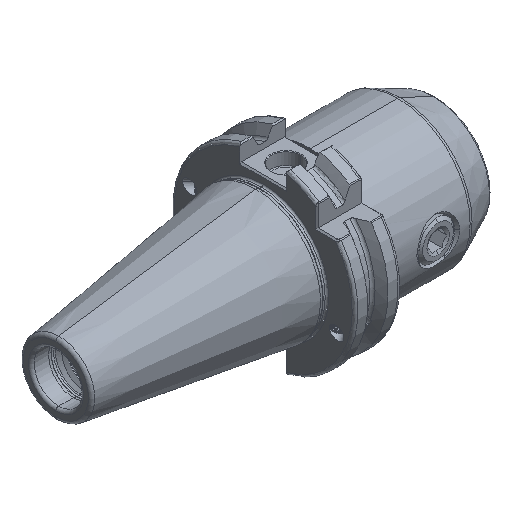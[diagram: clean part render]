
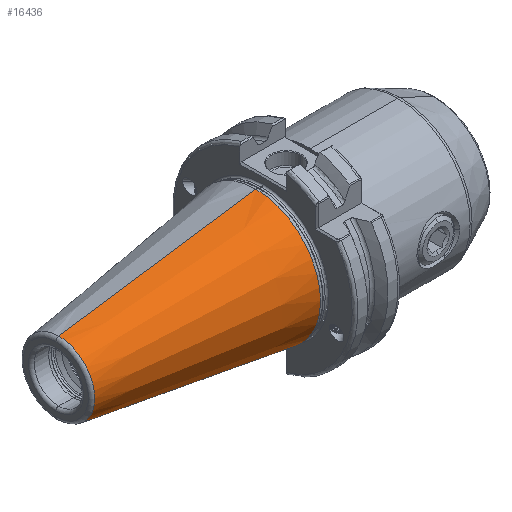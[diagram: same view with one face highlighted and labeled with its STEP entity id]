
A CAD part, isometric view. The second image highlights one B-rep face of the part: STEP entity #16436.
In plain terms, the highlighted conical face has half-angle 8.297 degrees and reference radius 22.692 mm.
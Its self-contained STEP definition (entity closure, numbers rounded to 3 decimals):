
#949 = CIRCLE ( 'NONE', #25699, 22.327 ) ;
#952 = CIRCLE ( 'NONE', #25708, 12.4 ) ;
#1407 = CARTESIAN_POINT ( 'NONE',  ( 0., 0., 0. ) ) ;
#1412 = DIRECTION ( 'NONE',  ( 1., 0., 0. ) ) ;
#1431 = DIRECTION ( 'NONE',  ( 0., 0., -1. ) ) ;
#1638 = FACE_OUTER_BOUND ( 'NONE', #24213, .T. ) ;
#1672 = CONICAL_SURFACE ( 'NONE', #22118, 22.692, 0.145 ) ;
#1933 = LINE ( 'NONE', #14796, #1952 ) ;
#1952 = VECTOR ( 'NONE', #14862, 1000. ) ;
#1959 = LINE ( 'NONE', #15013, #1965 ) ;
#1965 = VECTOR ( 'NONE', #15014, 1000. ) ;
#5737 = CARTESIAN_POINT ( 'NONE',  ( -70.573, 0., -12.4 ) ) ;
#6952 = VERTEX_POINT ( 'NONE', #28638 ) ;
#10925 = ORIENTED_EDGE ( 'NONE', *, *, #24444, .F. ) ;
#10928 = ORIENTED_EDGE ( 'NONE', *, *, #24655, .T. ) ;
#10938 = ORIENTED_EDGE ( 'NONE', *, *, #24478, .T. ) ;
#11786 = CARTESIAN_POINT ( 'NONE',  ( -2.5, 0., -22.327 ) ) ;
#12918 = CARTESIAN_POINT ( 'NONE',  ( -2.5, 0., 22.327 ) ) ;
#13014 = VERTEX_POINT ( 'NONE', #5737 ) ;
#13061 = ORIENTED_EDGE ( 'NONE', *, *, #24643, .F. ) ;
#14796 = CARTESIAN_POINT ( 'NONE',  ( 0., 0., 22.692 ) ) ;
#14862 = DIRECTION ( 'NONE',  ( 0.99, 0., 0.144 ) ) ;
#15013 = CARTESIAN_POINT ( 'NONE',  ( 0., 0., -22.692 ) ) ;
#15014 = DIRECTION ( 'NONE',  ( 0.99, 0., -0.144 ) ) ;
#16436 = ADVANCED_FACE ( 'NONE', ( #1638 ), #1672, .T. ) ;
#22118 = AXIS2_PLACEMENT_3D ( 'NONE', #1407, #1412, #1431 ) ;
#24213 = EDGE_LOOP ( 'NONE', ( #10925, #10928, #10938, #13061 ) ) ;
#24444 = EDGE_CURVE ( 'NONE', #6952, #27412, #1933, .T. ) ;
#24478 = EDGE_CURVE ( 'NONE', #13014, #30545, #1959, .T. ) ;
#24643 = EDGE_CURVE ( 'NONE', #27412, #30545, #949, .T. ) ;
#24655 = EDGE_CURVE ( 'NONE', #6952, #13014, #952, .T. ) ;
#25414 = DIRECTION ( 'NONE',  ( 0., 0., -1. ) ) ;
#25416 = DIRECTION ( 'NONE',  ( 1., 0., 0. ) ) ;
#25427 = CARTESIAN_POINT ( 'NONE',  ( -2.5, 0., 0. ) ) ;
#25445 = DIRECTION ( 'NONE',  ( 0., 0., 1. ) ) ;
#25461 = DIRECTION ( 'NONE',  ( 1., 0., 0. ) ) ;
#25469 = CARTESIAN_POINT ( 'NONE',  ( -70.573, 0., 0. ) ) ;
#25699 = AXIS2_PLACEMENT_3D ( 'NONE', #25427, #25416, #25414 ) ;
#25708 = AXIS2_PLACEMENT_3D ( 'NONE', #25469, #25461, #25445 ) ;
#27412 = VERTEX_POINT ( 'NONE', #12918 ) ;
#28638 = CARTESIAN_POINT ( 'NONE',  ( -70.573, 0., 12.4 ) ) ;
#30545 = VERTEX_POINT ( 'NONE', #11786 ) ;
